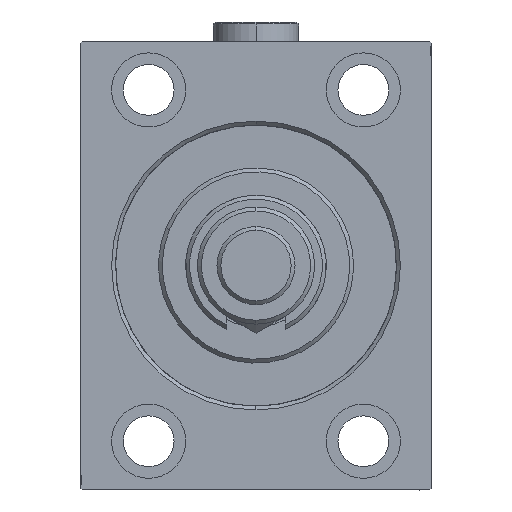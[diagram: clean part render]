
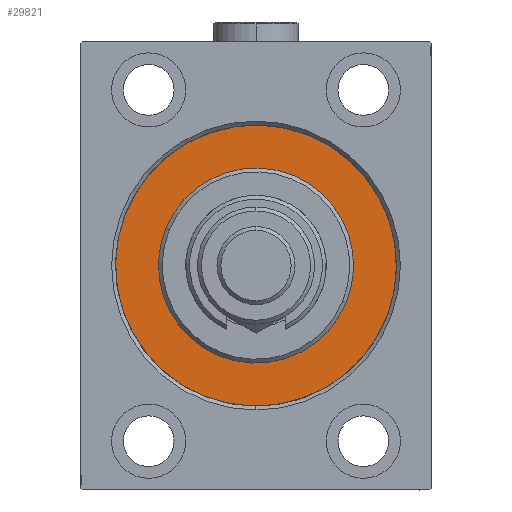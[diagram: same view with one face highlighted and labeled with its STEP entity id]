
A CAD part, left-side view. The second image highlights one B-rep face of the part: STEP entity #29821.
In plain terms, the highlighted face is planar.
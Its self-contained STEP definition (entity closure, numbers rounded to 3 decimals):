
#18 = AXIS2_PLACEMENT_3D ( 'NONE', #12833, #28165, #24026 ) ;
#2505 = VERTEX_POINT ( 'NONE', #35709 ) ;
#2520 = ORIENTED_EDGE ( 'NONE', *, *, #2579, .F. ) ;
#2579 = EDGE_CURVE ( 'NONE', #2505, #42723, #3844, .T. ) ;
#3844 = CIRCLE ( 'NONE', #10825, 25. ) ;
#6838 = EDGE_LOOP ( 'NONE', ( #46841, #37698 ) ) ;
#8800 = ORIENTED_EDGE ( 'NONE', *, *, #43812, .F. ) ;
#8846 = CIRCLE ( 'NONE', #46205, 36. ) ;
#9654 = FACE_OUTER_BOUND ( 'NONE', #6838, .T. ) ;
#10111 = AXIS2_PLACEMENT_3D ( 'NONE', #22013, #18608, #33454 ) ;
#10825 = AXIS2_PLACEMENT_3D ( 'NONE', #14736, #29835, #22034 ) ;
#12009 = DIRECTION ( 'NONE',  ( 0., 0., 1. ) ) ;
#12833 = CARTESIAN_POINT ( 'NONE',  ( 0., 0., 0. ) ) ;
#13064 = PLANE ( 'NONE',  #18 ) ;
#14736 = CARTESIAN_POINT ( 'NONE',  ( 0., 0., 0. ) ) ;
#16963 = FACE_BOUND ( 'NONE', #28352, .T. ) ;
#18133 = DIRECTION ( 'NONE',  ( 1., 0., 0. ) ) ;
#18608 = DIRECTION ( 'NONE',  ( -1., 0., 0. ) ) ;
#21461 = VERTEX_POINT ( 'NONE', #22861 ) ;
#22013 = CARTESIAN_POINT ( 'NONE',  ( 0., 0., 0. ) ) ;
#22034 = DIRECTION ( 'NONE',  ( 0., 0., -1. ) ) ;
#22861 = CARTESIAN_POINT ( 'NONE',  ( 0., 0., 36. ) ) ;
#24026 = DIRECTION ( 'NONE',  ( 0., 0., 1. ) ) ;
#25539 = EDGE_CURVE ( 'NONE', #34504, #21461, #41221, .T. ) ;
#25681 = DIRECTION ( 'NONE',  ( 0., 0., -1. ) ) ;
#28165 = DIRECTION ( 'NONE',  ( -1., 0., 0. ) ) ;
#28352 = EDGE_LOOP ( 'NONE', ( #2520, #8800 ) ) ;
#29821 = ADVANCED_FACE ( 'NONE', ( #16963, #9654 ), #13064, .F. ) ;
#29835 = DIRECTION ( 'NONE',  ( 1., 0., 0. ) ) ;
#33454 = DIRECTION ( 'NONE',  ( 0., 0., 1. ) ) ;
#34504 = VERTEX_POINT ( 'NONE', #42652 ) ;
#35709 = CARTESIAN_POINT ( 'NONE',  ( 0., 0., 25. ) ) ;
#36879 = CARTESIAN_POINT ( 'NONE',  ( 0., 0., 0. ) ) ;
#37698 = ORIENTED_EDGE ( 'NONE', *, *, #39932, .F. ) ;
#38590 = CARTESIAN_POINT ( 'NONE',  ( 0., 0., -25. ) ) ;
#39932 = EDGE_CURVE ( 'NONE', #21461, #34504, #8846, .T. ) ;
#41221 = CIRCLE ( 'NONE', #10111, 36. ) ;
#42198 = CIRCLE ( 'NONE', #47631, 25. ) ;
#42652 = CARTESIAN_POINT ( 'NONE',  ( 0., 0., -36. ) ) ;
#42723 = VERTEX_POINT ( 'NONE', #38590 ) ;
#43812 = EDGE_CURVE ( 'NONE', #42723, #2505, #42198, .T. ) ;
#44189 = CARTESIAN_POINT ( 'NONE',  ( 0., 0., 0. ) ) ;
#46205 = AXIS2_PLACEMENT_3D ( 'NONE', #44189, #48062, #12009 ) ;
#46841 = ORIENTED_EDGE ( 'NONE', *, *, #25539, .F. ) ;
#47631 = AXIS2_PLACEMENT_3D ( 'NONE', #36879, #18133, #25681 ) ;
#48062 = DIRECTION ( 'NONE',  ( -1., 0., 0. ) ) ;
